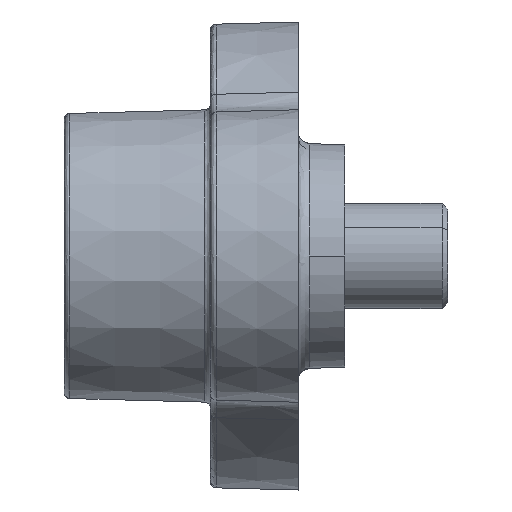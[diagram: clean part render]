
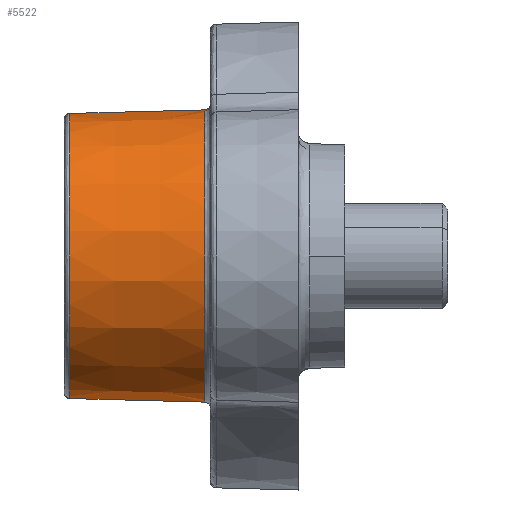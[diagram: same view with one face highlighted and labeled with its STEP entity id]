
A CAD part, left-side view. The second image highlights one B-rep face of the part: STEP entity #5522.
In plain terms, the highlighted conical face has half-angle 1.5 degrees and reference radius 2.497 mm.
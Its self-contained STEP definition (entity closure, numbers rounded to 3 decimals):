
#59 = CARTESIAN_POINT ( 'NONE',  ( 0., 3.903, -2.437 ) ) ;
#365 = DIRECTION ( 'NONE',  ( 0., -1., -0.026 ) ) ;
#378 = CARTESIAN_POINT ( 'NONE',  ( 0., 1.5, 2.5 ) ) ;
#749 = CARTESIAN_POINT ( 'NONE',  ( 0., 1.597, -2.497 ) ) ;
#814 = LINE ( 'NONE', #4563, #1440 ) ;
#924 = CARTESIAN_POINT ( 'NONE',  ( 0., 3.903, 0. ) ) ;
#1001 = VERTEX_POINT ( 'NONE', #4388 ) ;
#1124 = EDGE_CURVE ( 'NONE', #4634, #1001, #4632, .T. ) ;
#1330 = DIRECTION ( 'NONE',  ( 0., 0., -1. ) ) ;
#1440 = VECTOR ( 'NONE', #365, 1000. ) ;
#1819 = CARTESIAN_POINT ( 'NONE',  ( 0., 1.597, 0. ) ) ;
#1919 = CIRCLE ( 'NONE', #2708, 2.437 ) ;
#2311 = DIRECTION ( 'NONE',  ( 0., -1., 0. ) ) ;
#2413 = CARTESIAN_POINT ( 'NONE',  ( 0., 1.597, 0. ) ) ;
#2547 = VERTEX_POINT ( 'NONE', #59 ) ;
#2708 = AXIS2_PLACEMENT_3D ( 'NONE', #924, #5525, #1330 ) ;
#2838 = CONICAL_SURFACE ( 'NONE', #2944, 2.497, 0.026 ) ;
#2944 = AXIS2_PLACEMENT_3D ( 'NONE', #1819, #2311, #5067 ) ;
#3090 = EDGE_CURVE ( 'NONE', #5142, #1001, #4101, .T. ) ;
#3917 = ORIENTED_EDGE ( 'NONE', *, *, #4452, .T. ) ;
#4101 = CIRCLE ( 'NONE', #4506, 2.497 ) ;
#4137 = FACE_OUTER_BOUND ( 'NONE', #5003, .T. ) ;
#4145 = EDGE_CURVE ( 'NONE', #2547, #5142, #814, .T. ) ;
#4269 = DIRECTION ( 'NONE',  ( 0., 1., 0. ) ) ;
#4388 = CARTESIAN_POINT ( 'NONE',  ( 0., 1.597, 2.497 ) ) ;
#4452 = EDGE_CURVE ( 'NONE', #4634, #2547, #1919, .T. ) ;
#4506 = AXIS2_PLACEMENT_3D ( 'NONE', #2413, #4269, #5743 ) ;
#4563 = CARTESIAN_POINT ( 'NONE',  ( 0., -499000., -13069.314 ) ) ;
#4632 = LINE ( 'NONE', #378, #4765 ) ;
#4634 = VERTEX_POINT ( 'NONE', #5709 ) ;
#4765 = VECTOR ( 'NONE', #5990, 1000. ) ;
#4802 = ORIENTED_EDGE ( 'NONE', *, *, #4145, .T. ) ;
#4919 = ORIENTED_EDGE ( 'NONE', *, *, #1124, .F. ) ;
#5003 = EDGE_LOOP ( 'NONE', ( #4802, #5305, #4919, #3917 ) ) ;
#5067 = DIRECTION ( 'NONE',  ( 0., 0., -1. ) ) ;
#5142 = VERTEX_POINT ( 'NONE', #749 ) ;
#5305 = ORIENTED_EDGE ( 'NONE', *, *, #3090, .T. ) ;
#5522 = ADVANCED_FACE ( 'NONE', ( #4137 ), #2838, .T. ) ;
#5525 = DIRECTION ( 'NONE',  ( 0., -1., 0. ) ) ;
#5709 = CARTESIAN_POINT ( 'NONE',  ( 0., 3.903, 2.437 ) ) ;
#5743 = DIRECTION ( 'NONE',  ( 0., 0., -1. ) ) ;
#5990 = DIRECTION ( 'NONE',  ( 0., -1., 0.026 ) ) ;
